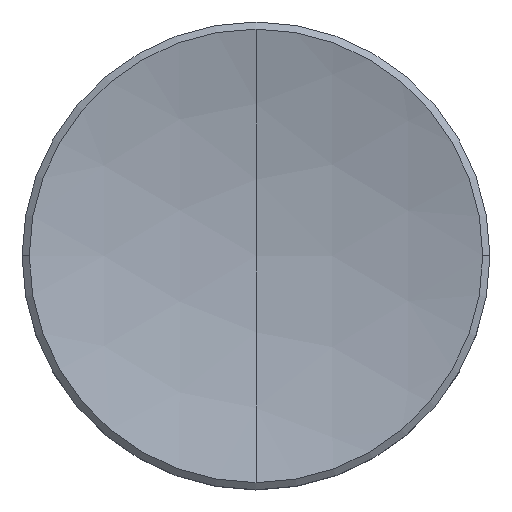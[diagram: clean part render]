
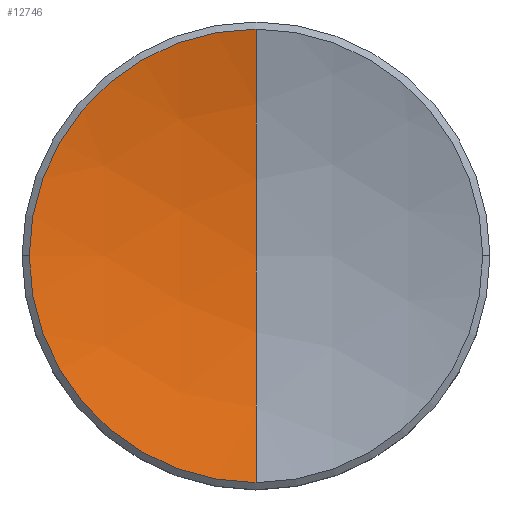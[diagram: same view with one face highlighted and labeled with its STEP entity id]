
A CAD part, top view. The second image highlights one B-rep face of the part: STEP entity #12746.
In plain terms, the highlighted spherical face has radius 24 mm.
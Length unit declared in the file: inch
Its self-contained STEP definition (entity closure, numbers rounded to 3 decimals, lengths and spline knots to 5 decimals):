
#1 = EDGE_LOOP ( 'NONE', ( #5704, #5705, #6053, #5706 ) ) ;
#668 = EDGE_CURVE ( 'NONE', #6064, #6069, #3992, .T. ) ;
#669 = EDGE_CURVE ( 'NONE', #6069, #6070, #3995, .T. ) ;
#670 = EDGE_CURVE ( 'NONE', #6060, #6070, #3988, .T. ) ;
#3988 = CIRCLE ( 'NONE', #3997, 0.94488 ) ;
#3992 = CIRCLE ( 'NONE', #3994, 0.24237 ) ;
#3994 = AXIS2_PLACEMENT_3D ( 'NONE', #4826, #4827, #4828 ) ;
#3995 = CIRCLE ( 'NONE', #3996, 0.94488 ) ;
#3996 = AXIS2_PLACEMENT_3D ( 'NONE', #4829, #4830, #4831 ) ;
#3997 = AXIS2_PLACEMENT_3D ( 'NONE', #4832, #4833, #4834 ) ;
#3998 = CIRCLE ( 'NONE', #10187, 0.24237 ) ;
#4826 = CARTESIAN_POINT ( 'NONE',  ( 0., 0., 0.09067 ) ) ;
#4827 = DIRECTION ( 'NONE',  ( 0., 0., 1. ) ) ;
#4828 = DIRECTION ( 'NONE',  ( 1., 0., 0. ) ) ;
#4829 = CARTESIAN_POINT ( 'NONE',  ( 0., 0., 1.00394 ) ) ;
#4830 = DIRECTION ( 'NONE',  ( 1., 0., 0. ) ) ;
#4831 = DIRECTION ( 'NONE',  ( 0., 1., 0. ) ) ;
#4832 = CARTESIAN_POINT ( 'NONE',  ( 0., 0., 1.00394 ) ) ;
#4833 = DIRECTION ( 'NONE',  ( -1., 0., 0. ) ) ;
#4834 = DIRECTION ( 'NONE',  ( 0., 0., 1. ) ) ;
#5704 = ORIENTED_EDGE ( 'NONE', *, *, #5926, .T. ) ;
#5705 = ORIENTED_EDGE ( 'NONE', *, *, #668, .T. ) ;
#5706 = ORIENTED_EDGE ( 'NONE', *, *, #670, .F. ) ;
#5926 = EDGE_CURVE ( 'NONE', #6060, #6064, #3998, .T. ) ;
#6053 = ORIENTED_EDGE ( 'NONE', *, *, #669, .T. ) ;
#6060 = VERTEX_POINT ( 'NONE', #11672 ) ;
#6064 = VERTEX_POINT ( 'NONE', #11676 ) ;
#6069 = VERTEX_POINT ( 'NONE', #11681 ) ;
#6070 = VERTEX_POINT ( 'NONE', #11682 ) ;
#8855 = FACE_OUTER_BOUND ( 'NONE', #1, .T. ) ;
#8856 = SPHERICAL_SURFACE ( 'NONE', #10266, 0.94488 ) ;
#10158 = CARTESIAN_POINT ( 'NONE',  ( 0., 0., 0.09067 ) ) ;
#10159 = DIRECTION ( 'NONE',  ( 0., 0., 1. ) ) ;
#10160 = DIRECTION ( 'NONE',  ( 1., 0., 0. ) ) ;
#10187 = AXIS2_PLACEMENT_3D ( 'NONE', #10158, #10159, #10160 ) ;
#10266 = AXIS2_PLACEMENT_3D ( 'NONE', #12166, #12167, #12168 ) ;
#11672 = CARTESIAN_POINT ( 'NONE',  ( 0., 0.24237, 0.09067 ) ) ;
#11676 = CARTESIAN_POINT ( 'NONE',  ( -0.24237, 0., 0.09067 ) ) ;
#11681 = CARTESIAN_POINT ( 'NONE',  ( 0., -0.24237, 0.09067 ) ) ;
#11682 = CARTESIAN_POINT ( 'NONE',  ( 0., 0., 0.05906 ) ) ;
#12166 = CARTESIAN_POINT ( 'NONE',  ( 0., 0., 1.00394 ) ) ;
#12167 = DIRECTION ( 'NONE',  ( 1., 0., 0. ) ) ;
#12168 = DIRECTION ( 'NONE',  ( 0., 1., 0. ) ) ;
#12746 = ADVANCED_FACE ( 'NONE', ( #8855 ), #8856, .F. ) ;
